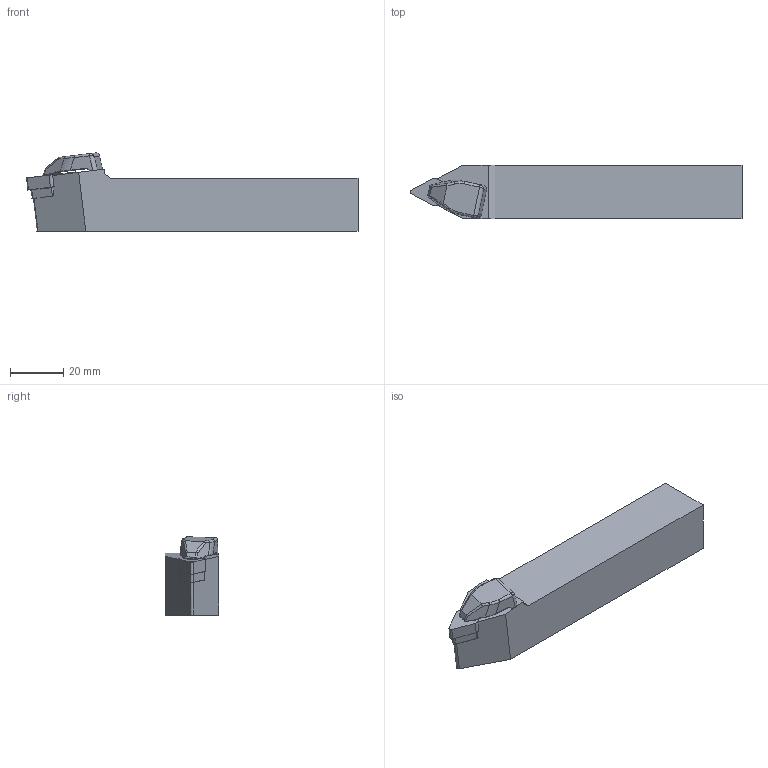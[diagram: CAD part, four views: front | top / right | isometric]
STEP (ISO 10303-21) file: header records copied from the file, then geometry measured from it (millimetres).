
FILE_DESCRIPTION(/* description */ (''),/* implementation_level */ '2;1');
FILE_NAME(/* name */ 'TDNNN-2020-K11.stp',/* time_stamp */ '2023-10-17T09:27:06+03:00',/* author */ (''),/* organization */ (''),/* preprocessor_version */ 'ST-DEVELOPER v19.4',/* originating_system */ 'SIEMENS PLM Software NX2306.3001',/* authorisation */ '');
FILE_SCHEMA (('AUTOMOTIVE_DESIGN { 1 0 10303 214 3 1 1 1 }'));
Length unit declared in the file: millimetre
Products named in the file (1): TDNNN-2020-K11
Bounding box: 125 x 20 x 29.47 mm (x, y, z)
Volume: 47469.1 mm3; surface area: 11194.1 mm2
Topology: 2 solids, 2 shells, 95 faces, 236 edges, 143 vertices
Faces by surface type: plane 39, cylinder 39, bspline 13, sphere 2, torus 2
Full cylindrical faces by diameter (mm): 3.4 x1
Entity records: 3186 total; most frequent: CARTESIAN_POINT 846, DIRECTION 485, ORIENTED_EDGE 460, EDGE_CURVE 230, AXIS2_PLACEMENT_3D 176, VERTEX_POINT 143, LINE 133, VECTOR 133
